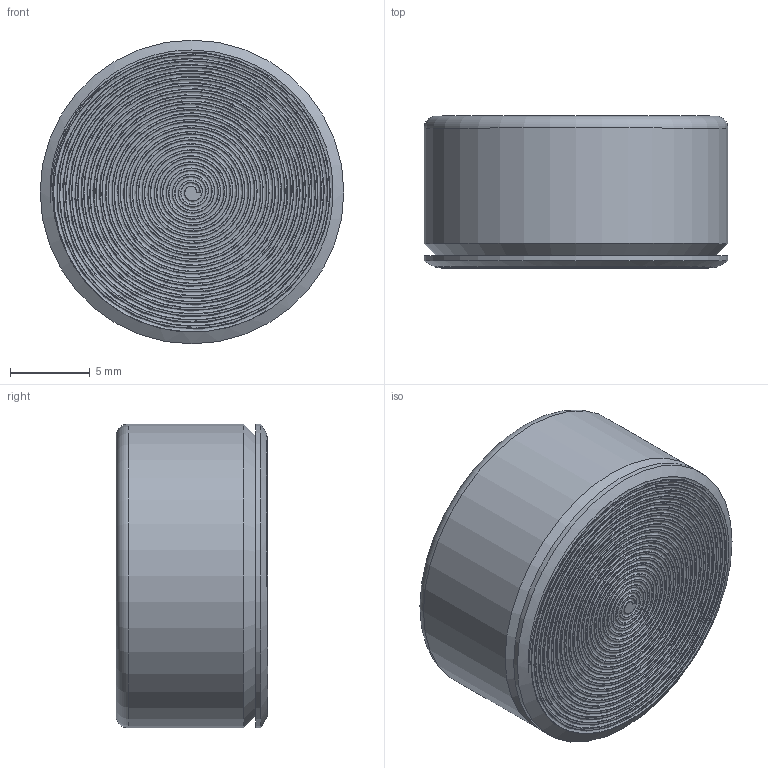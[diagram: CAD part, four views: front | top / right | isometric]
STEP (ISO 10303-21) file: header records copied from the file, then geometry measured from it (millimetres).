
FILE_DESCRIPTION(/* description */ (''),/* implementation_level */ '2;1');
FILE_NAME(/* name */ 'MH130-4A.stp',/* time_stamp */ '2017-05-05T17:30:22-04:00',/* author */ ('aneininger'),/* organization */ (''),/* preprocessor_version */ 'ST-DEVELOPER v16.5',/* originating_system */ 'Autodesk Inventor 2017',/* authorisation */ '');
FILE_SCHEMA (('AUTOMOTIVE_DESIGN { 1 0 10303 214 3 1 1 }'));
Length unit declared in the file: inch
Products named in the file (1): MH130-4A
Bounding box: 19.05 x 9.53 x 19.05 mm (x, y, z)
Volume: 2515.1 mm3; surface area: 1421.9 mm2
Topology: 1 solids, 1 shells, 22 faces, 52 edges, 33 vertices
Faces by surface type: bspline 8, plane 5, cone 4, cylinder 4, torus 1
Full cylindrical faces by diameter (mm): 19.05 x2
Entity records: 7743 total; most frequent: CARTESIAN_POINT 7277, ORIENTED_EDGE 82, DIRECTION 67, EDGE_CURVE 41, EDGE_LOOP 30, AXIS2_PLACEMENT_3D 30, VERTEX_POINT 29, STYLED_ITEM 23
